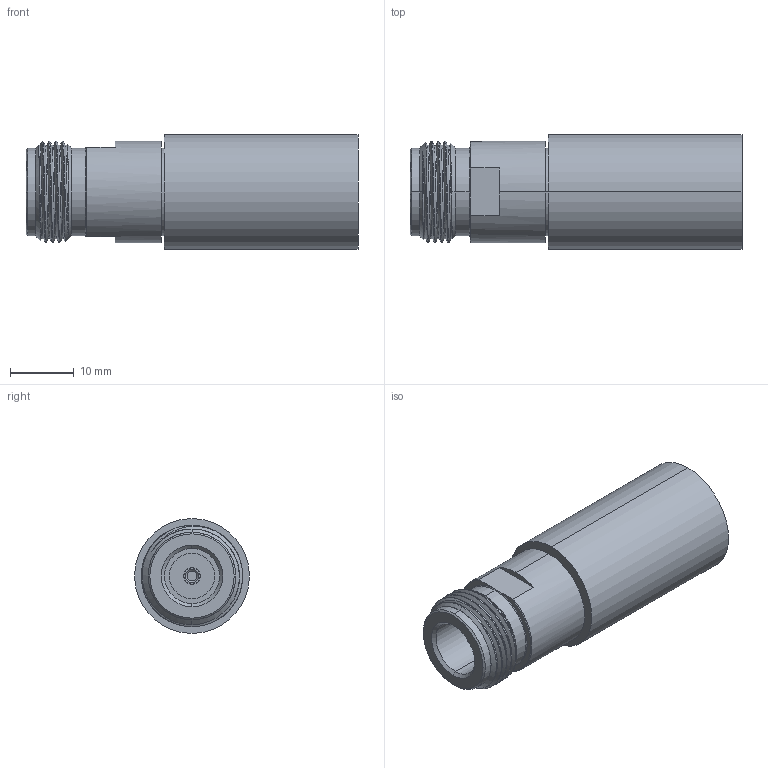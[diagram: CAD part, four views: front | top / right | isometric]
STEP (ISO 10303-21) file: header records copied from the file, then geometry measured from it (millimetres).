
FILE_DESCRIPTION (( 'STEP AP214' ), '1' );
FILE_NAME ('FMTR1133_3D.step', '2023-02-01T19:15:22', ( '' ), ( '' ), 'SwSTEP 2.0', 'SolidWorks 2022', '' );
FILE_SCHEMA (( 'AUTOMOTIVE_DESIGN' ));
Length unit declared in the file: inch
Products named in the file (3): TS5G-A; N FEMALE_TS5G-A; FMTR1133_3D
Assembly tree (2 placements, depth 2):
  FMTR1133_3D
    TS5G-A
    N FEMALE_TS5G-A
Bounding box: 52 x 18 x 18 mm (x, y, z)
Volume: 11022.4 mm3; surface area: 4173.4 mm2
Topology: 2 solids, 2 shells, 84 faces, 207 edges, 133 vertices
Faces by surface type: cylinder 36, plane 28, cone 15, bspline 3, torus 2
Entity records: 4556 total; most frequent: CARTESIAN_POINT 2575, ORIENTED_EDGE 414, DIRECTION 368, EDGE_CURVE 207, AXIS2_PLACEMENT_3D 151, VERTEX_POINT 133, EDGE_LOOP 90, FACE_OUTER_BOUND 84
